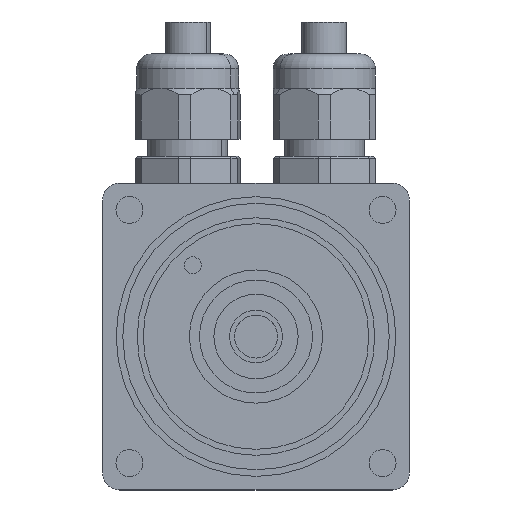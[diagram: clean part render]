
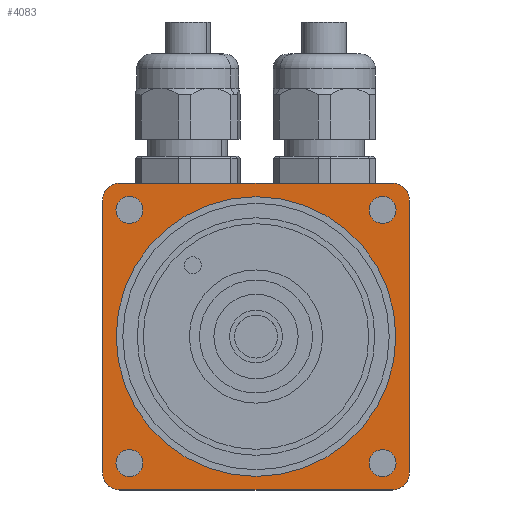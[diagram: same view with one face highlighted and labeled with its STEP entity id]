
A CAD part, front view. The second image highlights one B-rep face of the part: STEP entity #4083.
In plain terms, the highlighted face is planar.
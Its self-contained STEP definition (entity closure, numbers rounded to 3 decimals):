
#2649=PLANE('',#17318);
#3020=FACE_BOUND('',#5984,.T.);
#3021=FACE_BOUND('',#5985,.T.);
#3022=FACE_BOUND('',#5986,.T.);
#3023=FACE_BOUND('',#5987,.T.);
#3024=FACE_BOUND('',#5988,.T.);
#3025=FACE_BOUND('',#5989,.T.);
#3414=CIRCLE('',#17279,2.5);
#3416=CIRCLE('',#17282,2.5);
#3418=CIRCLE('',#17285,2.5);
#3420=CIRCLE('',#17288,2.5);
#3422=CIRCLE('',#17291,19.05);
#3437=CIRCLE('',#17309,2.5);
#3438=CIRCLE('',#17310,3.18);
#3439=CIRCLE('',#17311,3.18);
#3440=CIRCLE('',#17312,3.18);
#3441=CIRCLE('',#17313,3.18);
#3442=CIRCLE('',#17314,19.05);
#3443=CIRCLE('',#17315,2.5);
#3444=CIRCLE('',#17316,2.5);
#3445=CIRCLE('',#17317,2.5);
#4083=ADVANCED_FACE('',(#3020,#3021,#3022,#3023,#3024,#3025),#2649,.F.);
#5984=EDGE_LOOP('',(#11581,#11582));
#5985=EDGE_LOOP('',(#11583,#11584,#11585,#11586,#11587,#11588,#11589,#11590));
#5986=EDGE_LOOP('',(#11591,#11592));
#5987=EDGE_LOOP('',(#11593,#11594));
#5988=EDGE_LOOP('',(#11595,#11596));
#5989=EDGE_LOOP('',(#11597,#11598));
#7034=LINE('',#35975,#8285);
#7035=LINE('',#35979,#8286);
#7036=LINE('',#35983,#8287);
#7037=LINE('',#35987,#8288);
#8285=VECTOR('',#20244,1.);
#8286=VECTOR('',#20247,1.);
#8287=VECTOR('',#20250,1.);
#8288=VECTOR('',#20253,1.);
#11581=ORIENTED_EDGE('',*,*,#15669,.F.);
#11582=ORIENTED_EDGE('',*,*,#15625,.F.);
#11583=ORIENTED_EDGE('',*,*,#15670,.T.);
#11584=ORIENTED_EDGE('',*,*,#15671,.T.);
#11585=ORIENTED_EDGE('',*,*,#15672,.T.);
#11586=ORIENTED_EDGE('',*,*,#15673,.T.);
#11587=ORIENTED_EDGE('',*,*,#15674,.T.);
#11588=ORIENTED_EDGE('',*,*,#15675,.T.);
#11589=ORIENTED_EDGE('',*,*,#15676,.T.);
#11590=ORIENTED_EDGE('',*,*,#15677,.T.);
#11591=ORIENTED_EDGE('',*,*,#15678,.F.);
#11592=ORIENTED_EDGE('',*,*,#15637,.F.);
#11593=ORIENTED_EDGE('',*,*,#15679,.F.);
#11594=ORIENTED_EDGE('',*,*,#15633,.F.);
#11595=ORIENTED_EDGE('',*,*,#15680,.F.);
#11596=ORIENTED_EDGE('',*,*,#15629,.F.);
#11597=ORIENTED_EDGE('',*,*,#15681,.F.);
#11598=ORIENTED_EDGE('',*,*,#15621,.F.);
#13805=VERTEX_POINT('',#35874);
#13806=VERTEX_POINT('',#35876);
#13809=VERTEX_POINT('',#35883);
#13810=VERTEX_POINT('',#35885);
#13813=VERTEX_POINT('',#35892);
#13814=VERTEX_POINT('',#35894);
#13817=VERTEX_POINT('',#35901);
#13818=VERTEX_POINT('',#35903);
#13821=VERTEX_POINT('',#35910);
#13822=VERTEX_POINT('',#35912);
#13847=VERTEX_POINT('',#35973);
#13848=VERTEX_POINT('',#35974);
#13849=VERTEX_POINT('',#35976);
#13850=VERTEX_POINT('',#35978);
#13851=VERTEX_POINT('',#35980);
#13852=VERTEX_POINT('',#35982);
#13853=VERTEX_POINT('',#35984);
#13854=VERTEX_POINT('',#35986);
#15621=EDGE_CURVE('',#13805,#13806,#3414,.T.);
#15625=EDGE_CURVE('',#13809,#13810,#3416,.T.);
#15629=EDGE_CURVE('',#13813,#13814,#3418,.T.);
#15633=EDGE_CURVE('',#13817,#13818,#3420,.T.);
#15637=EDGE_CURVE('',#13821,#13822,#3422,.T.);
#15669=EDGE_CURVE('',#13810,#13809,#3437,.T.);
#15670=EDGE_CURVE('',#13847,#13848,#3438,.T.);
#15671=EDGE_CURVE('',#13848,#13849,#7034,.T.);
#15672=EDGE_CURVE('',#13849,#13850,#3439,.T.);
#15673=EDGE_CURVE('',#13850,#13851,#7035,.T.);
#15674=EDGE_CURVE('',#13851,#13852,#3440,.T.);
#15675=EDGE_CURVE('',#13852,#13853,#7036,.T.);
#15676=EDGE_CURVE('',#13853,#13854,#3441,.T.);
#15677=EDGE_CURVE('',#13854,#13847,#7037,.T.);
#15678=EDGE_CURVE('',#13822,#13821,#3442,.T.);
#15679=EDGE_CURVE('',#13818,#13817,#3443,.T.);
#15680=EDGE_CURVE('',#13814,#13813,#3444,.T.);
#15681=EDGE_CURVE('',#13806,#13805,#3445,.T.);
#17279=AXIS2_PLACEMENT_3D('',#35875,#20155,#20156);
#17282=AXIS2_PLACEMENT_3D('',#35884,#20163,#20164);
#17285=AXIS2_PLACEMENT_3D('',#35893,#20171,#20172);
#17288=AXIS2_PLACEMENT_3D('',#35902,#20179,#20180);
#17291=AXIS2_PLACEMENT_3D('',#35911,#20187,#20188);
#17309=AXIS2_PLACEMENT_3D('',#35971,#20240,#20241);
#17310=AXIS2_PLACEMENT_3D('',#35972,#20242,#20243);
#17311=AXIS2_PLACEMENT_3D('',#35977,#20245,#20246);
#17312=AXIS2_PLACEMENT_3D('',#35981,#20248,#20249);
#17313=AXIS2_PLACEMENT_3D('',#35985,#20251,#20252);
#17314=AXIS2_PLACEMENT_3D('',#35988,#20254,#20255);
#17315=AXIS2_PLACEMENT_3D('',#35989,#20256,#20257);
#17316=AXIS2_PLACEMENT_3D('',#35990,#20258,#20259);
#17317=AXIS2_PLACEMENT_3D('',#35991,#20260,#20261);
#17318=AXIS2_PLACEMENT_3D('',#35992,#20262,#20263);
#20155=DIRECTION('',(0.,0.,1.));
#20156=DIRECTION('',(1.,0.,0.));
#20163=DIRECTION('',(0.,0.,1.));
#20164=DIRECTION('',(1.,0.,0.));
#20171=DIRECTION('',(0.,0.,1.));
#20172=DIRECTION('',(1.,0.,0.));
#20179=DIRECTION('',(0.,0.,1.));
#20180=DIRECTION('',(1.,0.,0.));
#20187=DIRECTION('',(0.,0.,1.));
#20188=DIRECTION('',(-1.,0.,0.));
#20240=DIRECTION('',(0.,0.,1.));
#20241=DIRECTION('',(1.,0.,0.));
#20242=DIRECTION('',(0.,0.,1.));
#20243=DIRECTION('',(-1.,0.,0.));
#20244=DIRECTION('',(0.,-1.,0.));
#20245=DIRECTION('',(0.,0.,1.));
#20246=DIRECTION('',(-1.,0.,0.));
#20247=DIRECTION('',(1.,0.,0.));
#20248=DIRECTION('',(0.,0.,1.));
#20249=DIRECTION('',(-1.,0.,0.));
#20250=DIRECTION('',(0.,1.,0.));
#20251=DIRECTION('',(0.,0.,1.));
#20252=DIRECTION('',(-1.,0.,0.));
#20253=DIRECTION('',(-1.,0.,0.));
#20254=DIRECTION('',(0.,0.,1.));
#20255=DIRECTION('',(-1.,0.,0.));
#20256=DIRECTION('',(0.,0.,1.));
#20257=DIRECTION('',(1.,0.,0.));
#20258=DIRECTION('',(0.,0.,1.));
#20259=DIRECTION('',(1.,0.,0.));
#20260=DIRECTION('',(0.,0.,1.));
#20261=DIRECTION('',(1.,0.,0.));
#20262=DIRECTION('',(0.,0.,-1.));
#20263=DIRECTION('',(1.,0.,0.));
#35874=CARTESIAN_POINT('',(-26.071,23.571,0.));
#35875=CARTESIAN_POINT('',(-23.571,23.571,0.));
#35876=CARTESIAN_POINT('',(-21.071,23.571,0.));
#35883=CARTESIAN_POINT('',(21.071,23.571,0.));
#35884=CARTESIAN_POINT('',(23.571,23.571,0.));
#35885=CARTESIAN_POINT('',(26.071,23.571,0.));
#35892=CARTESIAN_POINT('',(21.071,-23.571,0.));
#35893=CARTESIAN_POINT('',(23.571,-23.571,0.));
#35894=CARTESIAN_POINT('',(26.071,-23.571,0.));
#35901=CARTESIAN_POINT('',(-26.071,-23.571,0.));
#35902=CARTESIAN_POINT('',(-23.571,-23.571,0.));
#35903=CARTESIAN_POINT('',(-21.071,-23.571,0.));
#35910=CARTESIAN_POINT('',(19.05,0.,0.));
#35911=CARTESIAN_POINT('',(0.,0.,0.));
#35912=CARTESIAN_POINT('',(-19.05,0.,0.));
#35971=CARTESIAN_POINT('',(23.571,23.571,0.));
#35972=CARTESIAN_POINT('',(-25.395,25.395,0.));
#35973=CARTESIAN_POINT('',(-25.395,28.575,0.));
#35974=CARTESIAN_POINT('',(-28.575,25.395,0.));
#35975=CARTESIAN_POINT('',(-28.575,-25.395,0.));
#35976=CARTESIAN_POINT('',(-28.575,-25.395,0.));
#35977=CARTESIAN_POINT('',(-25.395,-25.395,0.));
#35978=CARTESIAN_POINT('',(-25.395,-28.575,0.));
#35979=CARTESIAN_POINT('',(-25.395,-28.575,0.));
#35980=CARTESIAN_POINT('',(25.395,-28.575,0.));
#35981=CARTESIAN_POINT('',(25.395,-25.395,0.));
#35982=CARTESIAN_POINT('',(28.575,-25.395,0.));
#35983=CARTESIAN_POINT('',(28.575,-25.395,0.));
#35984=CARTESIAN_POINT('',(28.575,25.395,0.));
#35985=CARTESIAN_POINT('',(25.395,25.395,0.));
#35986=CARTESIAN_POINT('',(25.395,28.575,0.));
#35987=CARTESIAN_POINT('',(-25.395,28.575,0.));
#35988=CARTESIAN_POINT('',(0.,0.,0.));
#35989=CARTESIAN_POINT('',(-23.571,-23.571,0.));
#35990=CARTESIAN_POINT('',(23.571,-23.571,0.));
#35991=CARTESIAN_POINT('',(-23.571,23.571,0.));
#35992=CARTESIAN_POINT('',(-25.395,25.395,0.));
